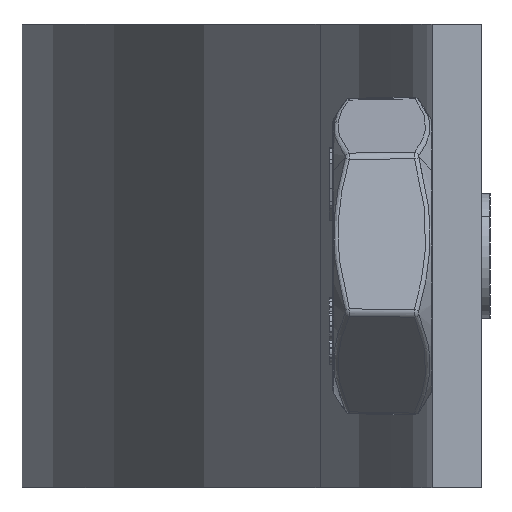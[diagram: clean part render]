
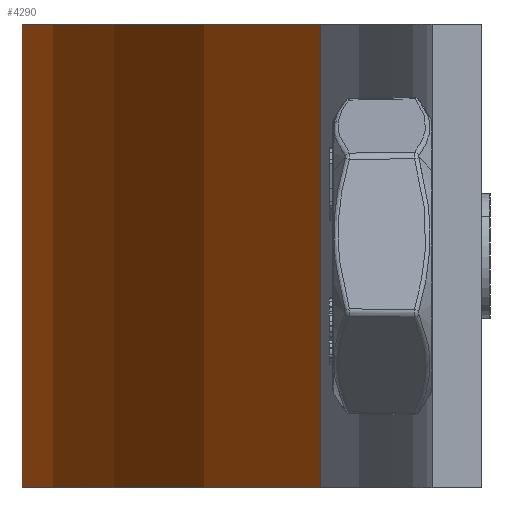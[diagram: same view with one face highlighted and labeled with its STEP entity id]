
A CAD part, left-side view. The second image highlights one B-rep face of the part: STEP entity #4290.
In plain terms, the highlighted cylindrical face has radius 75.445 mm (diameter 150.89 mm), a partial arc.
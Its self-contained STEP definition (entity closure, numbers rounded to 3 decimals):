
#720=CARTESIAN_POINT('',(-17.219,8.067,-13.5));
#730=VERTEX_POINT('',#720);
#760=CARTESIAN_POINT('',(-66.4,-49.145,-13.5));
#770=DIRECTION('',(0.,0.,1.));
#780=DIRECTION('',(1.,0.,0.));
#790=AXIS2_PLACEMENT_3D('',#760,#770,#780);
#800=CIRCLE('',#790,75.445);
#810=CARTESIAN_POINT('',(-115.581,8.067,-13.5));
#820=VERTEX_POINT('',#810);
#830=EDGE_CURVE('',#730,#820,#800,.T.);
#3720=CARTESIAN_POINT('',(-115.581,8.067,14.5));
#3730=VERTEX_POINT('',#3720);
#3780=CARTESIAN_POINT('',(-115.581,8.067,14.5));
#3790=DIRECTION('',(0.,0.,-1.));
#3800=VECTOR('',#3790,1.);
#3810=LINE('',#3780,#3800);
#3820=EDGE_CURVE('',#3730,#820,#3810,.T.);
#4050=CARTESIAN_POINT('',(-66.4,-49.145,14.5));
#4060=DIRECTION('',(0.,0.,1.));
#4070=DIRECTION('',(1.,0.,0.));
#4080=AXIS2_PLACEMENT_3D('',#4050,#4060,#4070);
#4090=CYLINDRICAL_SURFACE('',#4080,75.445);
#4100=CARTESIAN_POINT('',(-66.4,-49.145,14.5));
#4110=DIRECTION('',(0.,0.,1.));
#4120=DIRECTION('',(1.,0.,0.));
#4130=AXIS2_PLACEMENT_3D('',#4100,#4110,#4120);
#4140=CIRCLE('',#4130,75.445);
#4150=CARTESIAN_POINT('',(-17.219,8.067,14.5));
#4160=VERTEX_POINT('',#4150);
#4170=EDGE_CURVE('',#4160,#3730,#4140,.T.);
#4180=ORIENTED_EDGE('',*,*,#4170,.F.);
#4190=ORIENTED_EDGE('',*,*,#3820,.F.);
#4200=ORIENTED_EDGE('',*,*,#830,.T.);
#4210=CARTESIAN_POINT('',(-17.219,8.067,14.5));
#4220=DIRECTION('',(0.,0.,-1.));
#4230=VECTOR('',#4220,1.);
#4240=LINE('',#4210,#4230);
#4250=EDGE_CURVE('',#4160,#730,#4240,.T.);
#4260=ORIENTED_EDGE('',*,*,#4250,.T.);
#4270=EDGE_LOOP('',(#4260,#4200,#4190,#4180));
#4280=FACE_OUTER_BOUND('',#4270,.T.);
#4290=ADVANCED_FACE('',(#4280),#4090,.T.);
